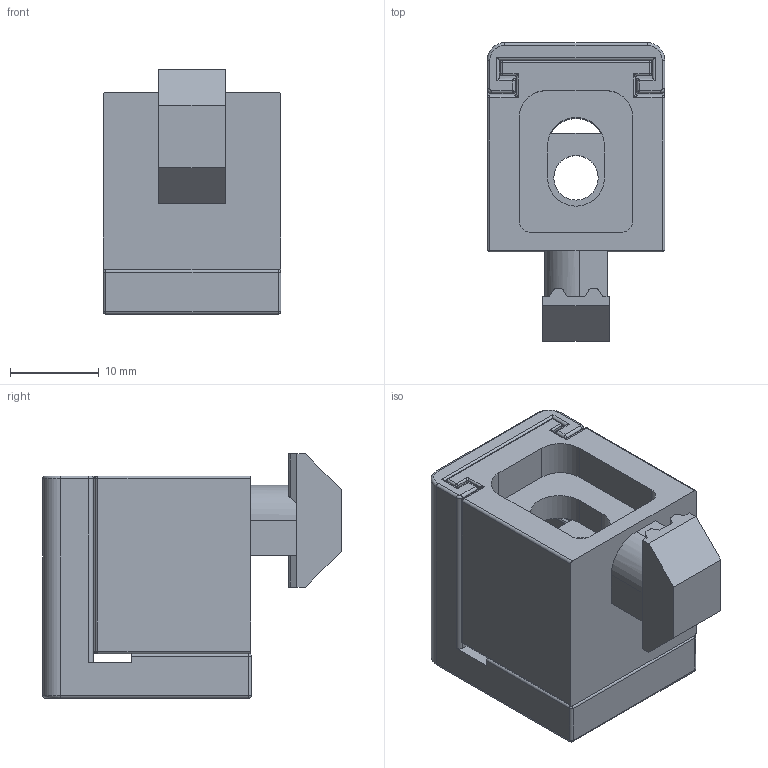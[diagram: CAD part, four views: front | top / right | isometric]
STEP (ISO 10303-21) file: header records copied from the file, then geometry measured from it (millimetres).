
FILE_DESCRIPTION(/* description */ (''),/* implementation_level */ '2;1');
FILE_NAME(/* name */ '11087_KriTec_Multiblock_8_PA_schwarz.stp',/* time_stamp */ '2016-07-07T16:52:39+02:00',/* author */ ('Steiner'),/* organization */ (''),/* preprocessor_version */ 'ST-DEVELOPER v16.1',/* originating_system */ 'Autodesk Inventor 2016',/* authorisation */ '');
FILE_SCHEMA (('AUTOMOTIVE_DESIGN { 1 0 10303 214 3 1 1 }'));
Length unit declared in the file: millimetre
Products named in the file (4): 11087_Grundkörper; 11087_Gewindeeinsatz; 11087_Kappe; 11087_KriTec_Multiblock_8_PA_schwarz
Assembly tree (3 placements, depth 2):
  11087_KriTec_Multiblock_8_PA_schwarz
    11087_Grundkörper
    11087_Gewindeeinsatz
    11087_Kappe
Bounding box: 20 x 33.6 x 27.5 mm (x, y, z)
Volume: 8672.3 mm3; surface area: 7252.1 mm2
Topology: 3 solids, 3 shells, 254 faces, 644 edges, 368 vertices
Faces by surface type: cylinder 109, plane 98, sphere 20, bspline 14, torus 13
Entity records: 7787 total; most frequent: CARTESIAN_POINT 1808, DIRECTION 1257, ORIENTED_EDGE 1224, EDGE_CURVE 612, AXIS2_PLACEMENT_3D 443, LINE 371, VECTOR 371, VERTEX_POINT 368
